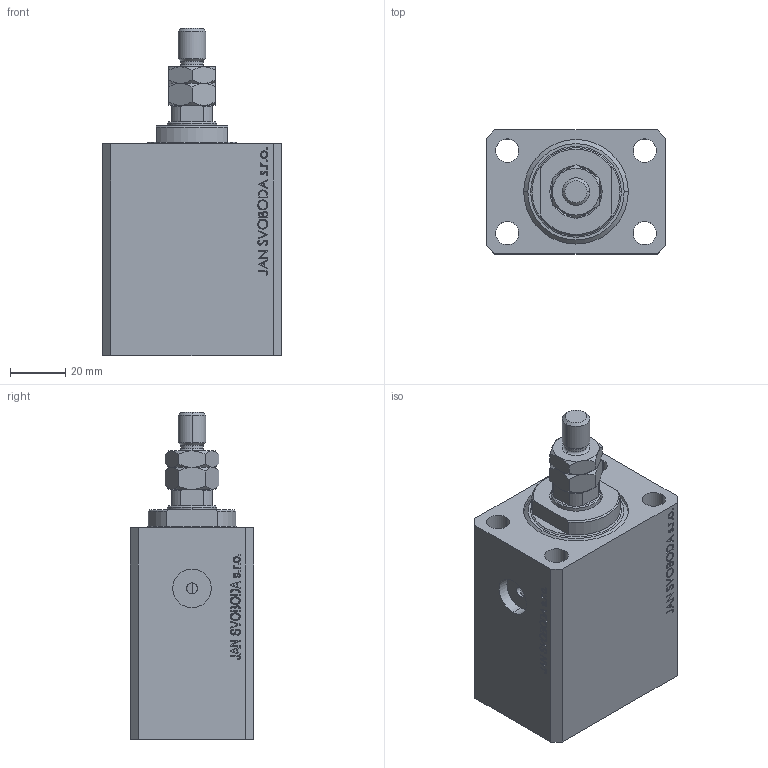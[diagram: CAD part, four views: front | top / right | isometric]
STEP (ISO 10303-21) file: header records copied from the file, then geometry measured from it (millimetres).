
FILE_DESCRIPTION (( 'STEP AP203' ), '1' );
FILE_NAME ('142a.STEP', '2024-01-04T12:59:19', ( '' ), ( '' ), 'SwSTEP 2.0', 'SolidWorks 2019', '' );
FILE_SCHEMA (( 'CONFIG_CONTROL_DESIGN' ));
Length unit declared in the file: millimetre
Products named in the file (5): 142a; V250CE_C_VCP 6f79518f25811a3d77824cfbfd4e1da5; V250CE_VC_C 6f79518f25811a3d77824cfbfd4e1da5; V250CE_C_Body 6f79518f25811a3d77824cfbfd4e1da5; MTA 6f79518f25811a3d77824cfbfd4e1da5
Assembly tree (4 placements, depth 2):
  142a
    V250CE_C_Body 6f79518f25811a3d77824cfbfd4e1da5
    V250CE_C_VCP 6f79518f25811a3d77824cfbfd4e1da5
    V250CE_VC_C 6f79518f25811a3d77824cfbfd4e1da5
    MTA 6f79518f25811a3d77824cfbfd4e1da5
Bounding box: 65 x 45 x 119 mm (x, y, z)
Volume: 207926.4 mm3; surface area: 52491.8 mm2
Topology: 4 solids, 4 shells, 921 faces, 2360 edges, 1549 vertices
Faces by surface type: plane 443, bspline 374, cylinder 54, cone 42, torus 8
Entity records: 46297 total; most frequent: CARTESIAN_POINT 25999, ORIENTED_EDGE 4716, DIRECTION 2792, EDGE_CURVE 2358, VERTEX_POINT 1549, VECTOR 1388, LINE 1388, EDGE_LOOP 1043
